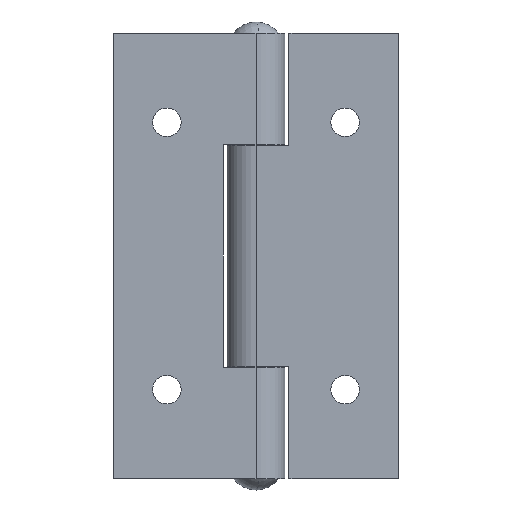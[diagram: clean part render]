
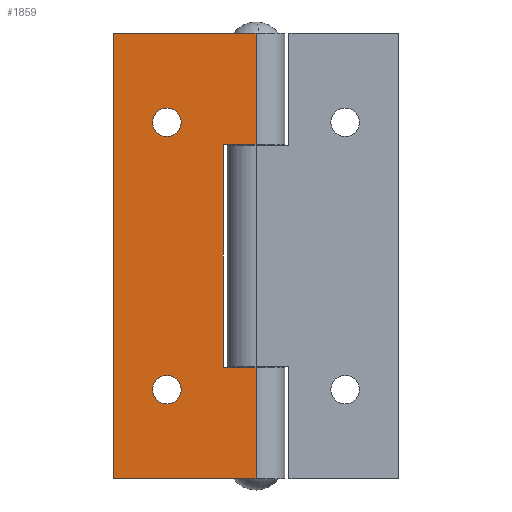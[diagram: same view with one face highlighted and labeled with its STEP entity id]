
A CAD part, front view. The second image highlights one B-rep face of the part: STEP entity #1859.
In plain terms, the highlighted planar face has unit normal (0, -1, 0).
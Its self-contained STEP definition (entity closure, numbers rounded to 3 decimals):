
#15 = ORIENTED_EDGE ( 'NONE', *, *, #2008, .F. ) ;
#137 = EDGE_CURVE ( 'NONE', #307, #138, #718, .T. ) ;
#138 = VERTEX_POINT ( 'NONE', #560 ) ;
#159 = EDGE_CURVE ( 'NONE', #160, #161, #617, .T. ) ;
#160 = VERTEX_POINT ( 'NONE', #646 ) ;
#161 = VERTEX_POINT ( 'NONE', #645 ) ;
#307 = VERTEX_POINT ( 'NONE', #892 ) ;
#366 = ORIENTED_EDGE ( 'NONE', *, *, #1913, .T. ) ;
#560 = CARTESIAN_POINT ( 'NONE',  ( -10., -3.25, -13.4 ) ) ;
#561 = DIRECTION ( 'NONE',  ( 0., 0., 1. ) ) ;
#562 = DIRECTION ( 'NONE',  ( 0., 1., 0. ) ) ;
#563 = CARTESIAN_POINT ( 'NONE',  ( -10., -3.25, -15. ) ) ;
#564 = AXIS2_PLACEMENT_3D ( 'NONE', #563, #562, #561 ) ;
#617 = CIRCLE ( 'NONE', #650, 1.6 ) ;
#645 = CARTESIAN_POINT ( 'NONE',  ( -10., -3.25, 16.6 ) ) ;
#646 = CARTESIAN_POINT ( 'NONE',  ( -10., -3.25, 13.4 ) ) ;
#647 = DIRECTION ( 'NONE',  ( 0., 0., 1. ) ) ;
#648 = DIRECTION ( 'NONE',  ( 0., 1., 0. ) ) ;
#649 = CARTESIAN_POINT ( 'NONE',  ( -10., -3.25, 15. ) ) ;
#650 = AXIS2_PLACEMENT_3D ( 'NONE', #649, #648, #647 ) ;
#718 = CIRCLE ( 'NONE', #564, 1.6 ) ;
#739 = CARTESIAN_POINT ( 'NONE',  ( -16., -3.25, 25. ) ) ;
#740 = DIRECTION ( 'NONE',  ( 0., 0., -1. ) ) ;
#741 = VECTOR ( 'NONE', #740, 1000. ) ;
#742 = CARTESIAN_POINT ( 'NONE',  ( -16., -3.25, 25. ) ) ;
#743 = LINE ( 'NONE', #742, #741 ) ;
#892 = CARTESIAN_POINT ( 'NONE',  ( -10., -3.25, -16.6 ) ) ;
#949 = DIRECTION ( 'NONE',  ( 1., 0., 0. ) ) ;
#950 = VECTOR ( 'NONE', #949, 1000. ) ;
#951 = CARTESIAN_POINT ( 'NONE',  ( 0., -3.25, -25. ) ) ;
#952 = LINE ( 'NONE', #951, #950 ) ;
#964 = FACE_OUTER_BOUND ( 'NONE', #2045, .T. ) ;
#993 = CARTESIAN_POINT ( 'NONE',  ( 0., -3.25, -12.5 ) ) ;
#996 = CARTESIAN_POINT ( 'NONE',  ( 0., -3.25, 25. ) ) ;
#1052 = PLANE ( 'NONE',  #1076 ) ;
#1053 = DIRECTION ( 'NONE',  ( -1., 0., 0. ) ) ;
#1054 = DIRECTION ( 'NONE',  ( 0., 1., 0. ) ) ;
#1076 = AXIS2_PLACEMENT_3D ( 'NONE', #996, #1054, #1053 ) ;
#1093 = FACE_BOUND ( 'NONE', #2098, .T. ) ;
#1147 = FACE_BOUND ( 'NONE', #2095, .T. ) ;
#1205 = DIRECTION ( 'NONE',  ( 0., 0., 1. ) ) ;
#1206 = DIRECTION ( 'NONE',  ( 0., 1., 0. ) ) ;
#1207 = CARTESIAN_POINT ( 'NONE',  ( -10., -3.25, 15. ) ) ;
#1208 = AXIS2_PLACEMENT_3D ( 'NONE', #1207, #1206, #1205 ) ;
#1209 = CIRCLE ( 'NONE', #1208, 1.6 ) ;
#1217 = DIRECTION ( 'NONE',  ( -1., 0., 0. ) ) ;
#1218 = VECTOR ( 'NONE', #1217, 1000. ) ;
#1219 = CARTESIAN_POINT ( 'NONE',  ( 0., -3.25, -12.5 ) ) ;
#1220 = LINE ( 'NONE', #1219, #1218 ) ;
#1221 = DIRECTION ( 'NONE',  ( 1., 0., 0. ) ) ;
#1222 = VECTOR ( 'NONE', #1221, 1000. ) ;
#1223 = CARTESIAN_POINT ( 'NONE',  ( 0., -3.25, 25. ) ) ;
#1224 = LINE ( 'NONE', #1223, #1222 ) ;
#1234 = CARTESIAN_POINT ( 'NONE',  ( -16., -3.25, -25. ) ) ;
#1255 = CARTESIAN_POINT ( 'NONE',  ( 0., -3.25, 12.5 ) ) ;
#1256 = LINE ( 'NONE', #1255, #1324 ) ;
#1257 = CARTESIAN_POINT ( 'NONE',  ( -3.7, -3.25, 12.5 ) ) ;
#1258 = CARTESIAN_POINT ( 'NONE',  ( -3.7, -3.25, -12.5 ) ) ;
#1259 = DIRECTION ( 'NONE',  ( 0., 0., 1. ) ) ;
#1260 = VECTOR ( 'NONE', #1259, 1000. ) ;
#1261 = CARTESIAN_POINT ( 'NONE',  ( -3.7, -3.25, 25. ) ) ;
#1262 = LINE ( 'NONE', #1261, #1260 ) ;
#1263 = DIRECTION ( 'NONE',  ( 0., 0., 1. ) ) ;
#1264 = DIRECTION ( 'NONE',  ( 0., 1., 0. ) ) ;
#1265 = CARTESIAN_POINT ( 'NONE',  ( -10., -3.25, -15. ) ) ;
#1266 = AXIS2_PLACEMENT_3D ( 'NONE', #1265, #1264, #1263 ) ;
#1267 = CIRCLE ( 'NONE', #1266, 1.6 ) ;
#1283 = CARTESIAN_POINT ( 'NONE',  ( 0., -3.25, 25. ) ) ;
#1323 = DIRECTION ( 'NONE',  ( 1., 0., 0. ) ) ;
#1324 = VECTOR ( 'NONE', #1323, 1000. ) ;
#1325 = CARTESIAN_POINT ( 'NONE',  ( 0., -3.25, 12.5 ) ) ;
#1326 = VECTOR ( 'NONE', #1349, 1000. ) ;
#1349 = DIRECTION ( 'NONE',  ( 0., 0., -1. ) ) ;
#1350 = CARTESIAN_POINT ( 'NONE',  ( 0., -3.25, 25. ) ) ;
#1351 = LINE ( 'NONE', #1350, #1326 ) ;
#1372 = VECTOR ( 'NONE', #1493, 1000. ) ;
#1373 = CARTESIAN_POINT ( 'NONE',  ( 0., -3.25, 25. ) ) ;
#1472 = LINE ( 'NONE', #1373, #1372 ) ;
#1492 = CARTESIAN_POINT ( 'NONE',  ( 0., -3.25, -25. ) ) ;
#1493 = DIRECTION ( 'NONE',  ( 0., 0., -1. ) ) ;
#1854 = EDGE_CURVE ( 'NONE', #1855, #2112, #743, .T. ) ;
#1855 = VERTEX_POINT ( 'NONE', #739 ) ;
#1859 = ADVANCED_FACE ( 'NONE', ( #1147, #1093, #964 ), #1052, .F. ) ;
#1880 = VERTEX_POINT ( 'NONE', #993 ) ;
#1913 = EDGE_CURVE ( 'NONE', #2112, #2117, #952, .T. ) ;
#1914 = ORIENTED_EDGE ( 'NONE', *, *, #2116, .F. ) ;
#1924 = ORIENTED_EDGE ( 'NONE', *, *, #2064, .F. ) ;
#2006 = VERTEX_POINT ( 'NONE', #1283 ) ;
#2008 = EDGE_CURVE ( 'NONE', #2006, #2009, #1351, .T. ) ;
#2009 = VERTEX_POINT ( 'NONE', #1325 ) ;
#2041 = ORIENTED_EDGE ( 'NONE', *, *, #159, .T. ) ;
#2042 = ORIENTED_EDGE ( 'NONE', *, *, #2043, .T. ) ;
#2043 = EDGE_CURVE ( 'NONE', #138, #307, #1267, .T. ) ;
#2044 = ORIENTED_EDGE ( 'NONE', *, *, #137, .T. ) ;
#2045 = EDGE_LOOP ( 'NONE', ( #2046, #2050, #15, #1924, #2065, #366, #1914, #2066 ) ) ;
#2046 = ORIENTED_EDGE ( 'NONE', *, *, #2047, .T. ) ;
#2047 = EDGE_CURVE ( 'NONE', #2048, #2049, #1262, .T. ) ;
#2048 = VERTEX_POINT ( 'NONE', #1258 ) ;
#2049 = VERTEX_POINT ( 'NONE', #1257 ) ;
#2050 = ORIENTED_EDGE ( 'NONE', *, *, #2051, .T. ) ;
#2051 = EDGE_CURVE ( 'NONE', #2049, #2009, #1256, .T. ) ;
#2064 = EDGE_CURVE ( 'NONE', #1855, #2006, #1224, .T. ) ;
#2065 = ORIENTED_EDGE ( 'NONE', *, *, #1854, .T. ) ;
#2066 = ORIENTED_EDGE ( 'NONE', *, *, #2067, .T. ) ;
#2067 = EDGE_CURVE ( 'NONE', #1880, #2048, #1220, .T. ) ;
#2095 = EDGE_LOOP ( 'NONE', ( #2096, #2041 ) ) ;
#2096 = ORIENTED_EDGE ( 'NONE', *, *, #2097, .T. ) ;
#2097 = EDGE_CURVE ( 'NONE', #161, #160, #1209, .T. ) ;
#2098 = EDGE_LOOP ( 'NONE', ( #2042, #2044 ) ) ;
#2112 = VERTEX_POINT ( 'NONE', #1234 ) ;
#2116 = EDGE_CURVE ( 'NONE', #1880, #2117, #1472, .T. ) ;
#2117 = VERTEX_POINT ( 'NONE', #1492 ) ;
